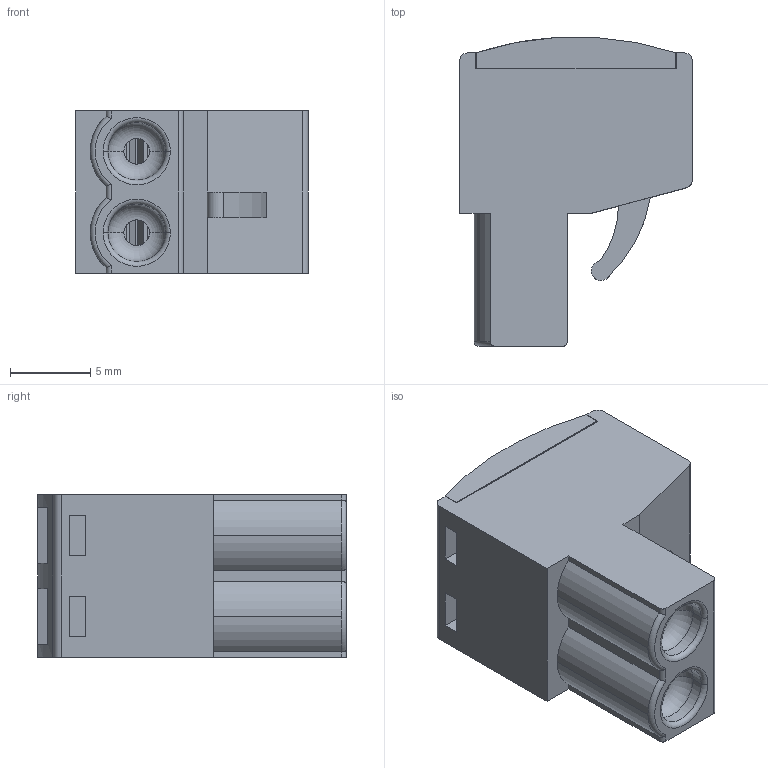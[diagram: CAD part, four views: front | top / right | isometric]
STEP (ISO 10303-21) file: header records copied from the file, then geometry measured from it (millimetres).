
FILE_DESCRIPTION (( 'STEP AP214' ), '1' );
FILE_NAME ('49002_S.step', '2014-05-29T14:36:09', ( '' ), ( '' ), 'SwSTEP 2.0', 'SolidWorks 2013', '' );
FILE_SCHEMA (( 'AUTOMOTIVE_DESIGN' ));
Length unit declared in the file: millimetre
Products named in the file (1): 49002_S
Bounding box: 14.5 x 19.26 x 10.16 mm (x, y, z)
Volume: 1743.3 mm3; surface area: 1516.9 mm2
Topology: 1 solids, 1 shells, 164 faces, 417 edges, 262 vertices
Faces by surface type: plane 113, cylinder 41, torus 10
Entity records: 6191 total; most frequent: CARTESIAN_POINT 912, DIRECTION 847, ORIENTED_EDGE 834, EDGE_CURVE 417, AXIS2_PLACEMENT_3D 285, VECTOR 277, LINE 277, VERTEX_POINT 262
